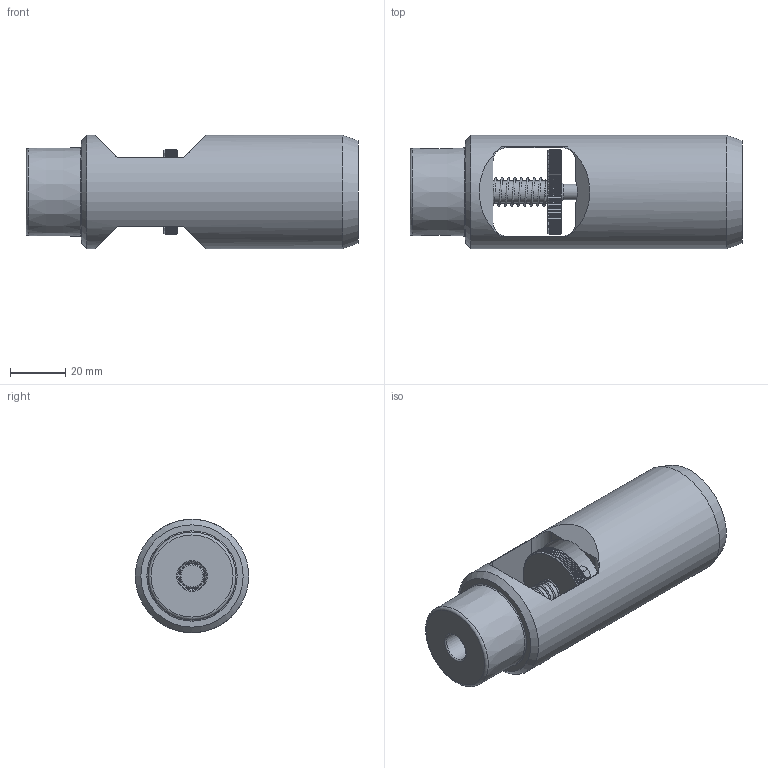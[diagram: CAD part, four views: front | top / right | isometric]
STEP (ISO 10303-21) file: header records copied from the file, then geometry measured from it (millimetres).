
FILE_DESCRIPTION( ( 'Unknown' ), '1' );
FILE_NAME( '761932000.stp', 'Unknown', ( 'Unknown' ), ( 'Unknown' ), 'PSStep 15.0.49', 'Unknown', ' ' );
FILE_SCHEMA( ( 'AUTOMOTIVE_DESIGN { 1 0 10303 214 1 1 1 1 }' ) );
Length unit declared in the file: millimetre
Products named in the file (6): Assem1; 0003758; 0007709; 0007713; 0007750-oa0; rw_8_fitted
Assembly tree (5 placements, depth 2):
  Assem1
    0003758
    0007709
    0007713
    0007750-oa0
    rw_8_fitted
Bounding box: 120 x 41 x 41 mm (x, y, z)
Volume: 67188.2 mm3; surface area: 27620.4 mm2
Topology: 5 solids, 5 shells, 520 faces, 1521 edges, 1011 vertices
Faces by surface type: plane 341, cylinder 163, cone 8, torus 7, bspline 1
Full cylindrical faces by diameter (mm): 5.7 x1, 6.647 x1, 8 x3, 8.1 x1, 10.2 x1, 32 x1, 41 x1
Entity records: 22858 total; most frequent: CARTESIAN_POINT 5824, ORIENTED_EDGE 2968, DIRECTION 2292, EDGE_CURVE 1484, VERTEX_POINT 1000, AXIS2_PLACEMENT_3D 895, B_SPLINE_CURVE_WITH_KNOTS 612, EDGE_LOOP 554
